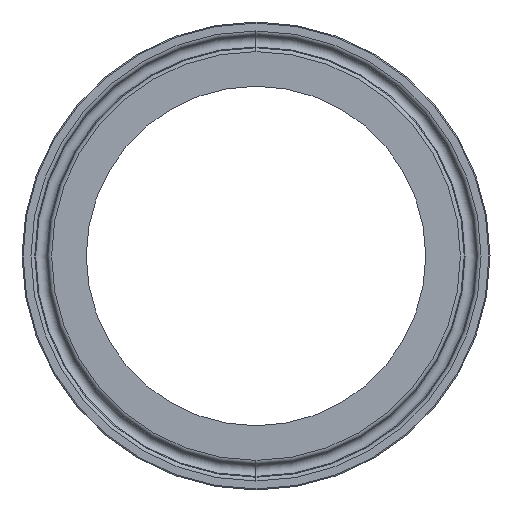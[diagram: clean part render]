
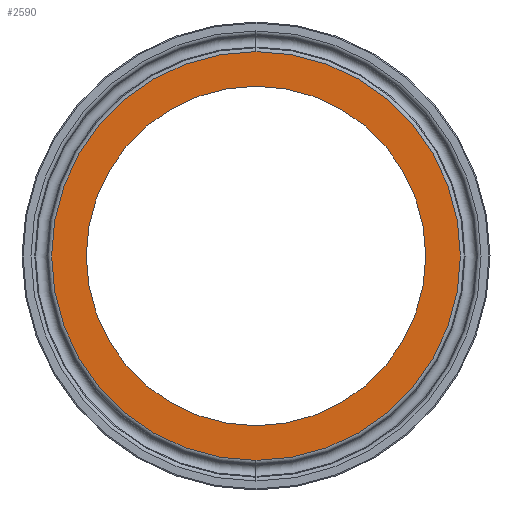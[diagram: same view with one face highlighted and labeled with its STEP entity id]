
A CAD part, left-side view. The second image highlights one B-rep face of the part: STEP entity #2590.
In plain terms, the highlighted planar face has unit normal (-1, 0, 0).
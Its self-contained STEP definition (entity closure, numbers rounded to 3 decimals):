
#610 = AXIS2_PLACEMENT_3D ( 'NONE', #7993, #14689, #4183 ) ;
#1621 = DIRECTION ( 'NONE',  ( -1., 0., 0. ) ) ;
#1793 = DIRECTION ( 'NONE',  ( 0., 0., 1. ) ) ;
#1842 = AXIS2_PLACEMENT_3D ( 'NONE', #9307, #3002, #5656 ) ;
#2590 = ADVANCED_FACE ( 'NONE', ( #4807, #5924 ), #3532, .F. ) ;
#3002 = DIRECTION ( 'NONE',  ( -1., 0., 0. ) ) ;
#3075 = CARTESIAN_POINT ( 'NONE',  ( 0., 0., 39.747 ) ) ;
#3083 = DIRECTION ( 'NONE',  ( 0., 0., 1. ) ) ;
#3324 = CIRCLE ( 'NONE', #5790, 33. ) ;
#3532 = PLANE ( 'NONE',  #4852 ) ;
#4088 = VERTEX_POINT ( 'NONE', #12225 ) ;
#4183 = DIRECTION ( 'NONE',  ( 0., 0., 1. ) ) ;
#4312 = EDGE_CURVE ( 'NONE', #13680, #6658, #13537, .T. ) ;
#4807 = FACE_BOUND ( 'NONE', #15464, .T. ) ;
#4852 = AXIS2_PLACEMENT_3D ( 'NONE', #7574, #10057, #8774 ) ;
#5656 = DIRECTION ( 'NONE',  ( 0., 0., 1. ) ) ;
#5790 = AXIS2_PLACEMENT_3D ( 'NONE', #10753, #1621, #3083 ) ;
#5917 = CARTESIAN_POINT ( 'NONE',  ( 0., 0., 0. ) ) ;
#5924 = FACE_OUTER_BOUND ( 'NONE', #8987, .T. ) ;
#6658 = VERTEX_POINT ( 'NONE', #16266 ) ;
#7373 = CIRCLE ( 'NONE', #15046, 39.747 ) ;
#7531 = ORIENTED_EDGE ( 'NONE', *, *, #12186, .F. ) ;
#7574 = CARTESIAN_POINT ( 'NONE',  ( 0., 45.3, 0. ) ) ;
#7993 = CARTESIAN_POINT ( 'NONE',  ( 0., 0., 0. ) ) ;
#8733 = CIRCLE ( 'NONE', #1842, 33. ) ;
#8774 = DIRECTION ( 'NONE',  ( 0., 0., -1. ) ) ;
#8987 = EDGE_LOOP ( 'NONE', ( #16446, #13975 ) ) ;
#9176 = ORIENTED_EDGE ( 'NONE', *, *, #15803, .F. ) ;
#9307 = CARTESIAN_POINT ( 'NONE',  ( 0., 0., 0. ) ) ;
#10057 = DIRECTION ( 'NONE',  ( 1., 0., 0. ) ) ;
#10550 = CARTESIAN_POINT ( 'NONE',  ( 0., 0., -33. ) ) ;
#10753 = CARTESIAN_POINT ( 'NONE',  ( 0., 0., 0. ) ) ;
#12186 = EDGE_CURVE ( 'NONE', #16963, #4088, #3324, .T. ) ;
#12225 = CARTESIAN_POINT ( 'NONE',  ( 0., 0., 33. ) ) ;
#13537 = CIRCLE ( 'NONE', #610, 39.747 ) ;
#13680 = VERTEX_POINT ( 'NONE', #3075 ) ;
#13975 = ORIENTED_EDGE ( 'NONE', *, *, #16164, .T. ) ;
#14689 = DIRECTION ( 'NONE',  ( -1., 0., 0. ) ) ;
#15046 = AXIS2_PLACEMENT_3D ( 'NONE', #5917, #15211, #1793 ) ;
#15211 = DIRECTION ( 'NONE',  ( -1., 0., 0. ) ) ;
#15464 = EDGE_LOOP ( 'NONE', ( #9176, #7531 ) ) ;
#15803 = EDGE_CURVE ( 'NONE', #4088, #16963, #8733, .T. ) ;
#16164 = EDGE_CURVE ( 'NONE', #6658, #13680, #7373, .T. ) ;
#16266 = CARTESIAN_POINT ( 'NONE',  ( 0., 0., -39.747 ) ) ;
#16446 = ORIENTED_EDGE ( 'NONE', *, *, #4312, .T. ) ;
#16963 = VERTEX_POINT ( 'NONE', #10550 ) ;
